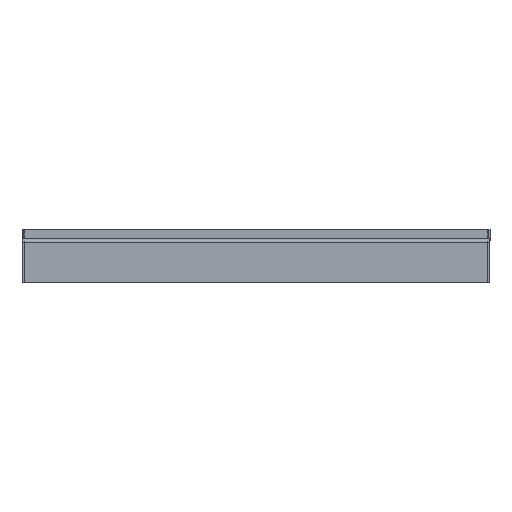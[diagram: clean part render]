
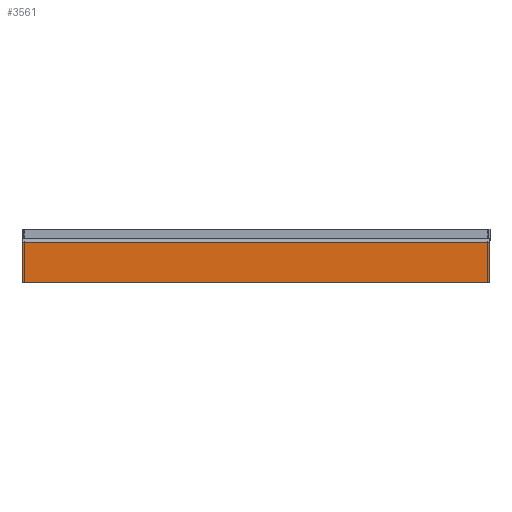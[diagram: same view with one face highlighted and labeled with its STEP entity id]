
A CAD part, top view. The second image highlights one B-rep face of the part: STEP entity #3561.
In plain terms, the highlighted planar face has unit normal (0, 0, 1).
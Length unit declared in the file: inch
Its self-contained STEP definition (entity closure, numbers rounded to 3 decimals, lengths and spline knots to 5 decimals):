
#98 = CARTESIAN_POINT ( 'NONE',  ( 0., -4.5, 16. ) ) ;
#217 = VERTEX_POINT ( 'NONE', #5692 ) ;
#507 = LINE ( 'NONE', #4264, #6550 ) ;
#897 = CARTESIAN_POINT ( 'NONE',  ( -23.96651, 0., 16. ) ) ;
#1009 = ORIENTED_EDGE ( 'NONE', *, *, #2840, .F. ) ;
#1238 = CARTESIAN_POINT ( 'NONE',  ( -23.96651, -0.375, 16. ) ) ;
#1736 = VECTOR ( 'NONE', #7709, 39.37008 ) ;
#1755 = LINE ( 'NONE', #897, #7929 ) ;
#1759 = PLANE ( 'NONE',  #6086 ) ;
#2499 = VERTEX_POINT ( 'NONE', #1238 ) ;
#2557 = EDGE_CURVE ( 'NONE', #217, #4317, #7127, .T. ) ;
#2840 = EDGE_CURVE ( 'NONE', #2499, #4317, #507, .T. ) ;
#3084 = FACE_OUTER_BOUND ( 'NONE', #5947, .T. ) ;
#3163 = DIRECTION ( 'NONE',  ( 0., -1., 0. ) ) ;
#3408 = DIRECTION ( 'NONE',  ( 1., 0., 0. ) ) ;
#3561 = ADVANCED_FACE ( 'NONE', ( #3084 ), #1759, .T. ) ;
#3655 = EDGE_CURVE ( 'NONE', #2499, #7230, #1755, .T. ) ;
#4264 = CARTESIAN_POINT ( 'NONE',  ( 23.875, -0.375, 16. ) ) ;
#4317 = VERTEX_POINT ( 'NONE', #6675 ) ;
#4395 = ORIENTED_EDGE ( 'NONE', *, *, #2557, .T. ) ;
#4569 = VECTOR ( 'NONE', #5064, 39.37008 ) ;
#5064 = DIRECTION ( 'NONE',  ( 1., 0., 0. ) ) ;
#5252 = LINE ( 'NONE', #98, #4569 ) ;
#5283 = DIRECTION ( 'NONE',  ( 0., 0., 1. ) ) ;
#5692 = CARTESIAN_POINT ( 'NONE',  ( 23.96651, -4.5, 16. ) ) ;
#5947 = EDGE_LOOP ( 'NONE', ( #1009, #7915, #6845, #4395 ) ) ;
#6021 = CARTESIAN_POINT ( 'NONE',  ( 0., 0., 16. ) ) ;
#6086 = AXIS2_PLACEMENT_3D ( 'NONE', #6021, #5283, #8226 ) ;
#6550 = VECTOR ( 'NONE', #3408, 39.37008 ) ;
#6675 = CARTESIAN_POINT ( 'NONE',  ( 23.96651, -0.375, 16. ) ) ;
#6845 = ORIENTED_EDGE ( 'NONE', *, *, #7023, .T. ) ;
#7023 = EDGE_CURVE ( 'NONE', #7230, #217, #5252, .T. ) ;
#7127 = LINE ( 'NONE', #8518, #1736 ) ;
#7230 = VERTEX_POINT ( 'NONE', #8425 ) ;
#7709 = DIRECTION ( 'NONE',  ( 0., 1., 0. ) ) ;
#7915 = ORIENTED_EDGE ( 'NONE', *, *, #3655, .T. ) ;
#7929 = VECTOR ( 'NONE', #3163, 39.37008 ) ;
#8226 = DIRECTION ( 'NONE',  ( 1., 0., 0. ) ) ;
#8425 = CARTESIAN_POINT ( 'NONE',  ( -23.96651, -4.5, 16. ) ) ;
#8518 = CARTESIAN_POINT ( 'NONE',  ( 23.96651, 0., 16. ) ) ;
